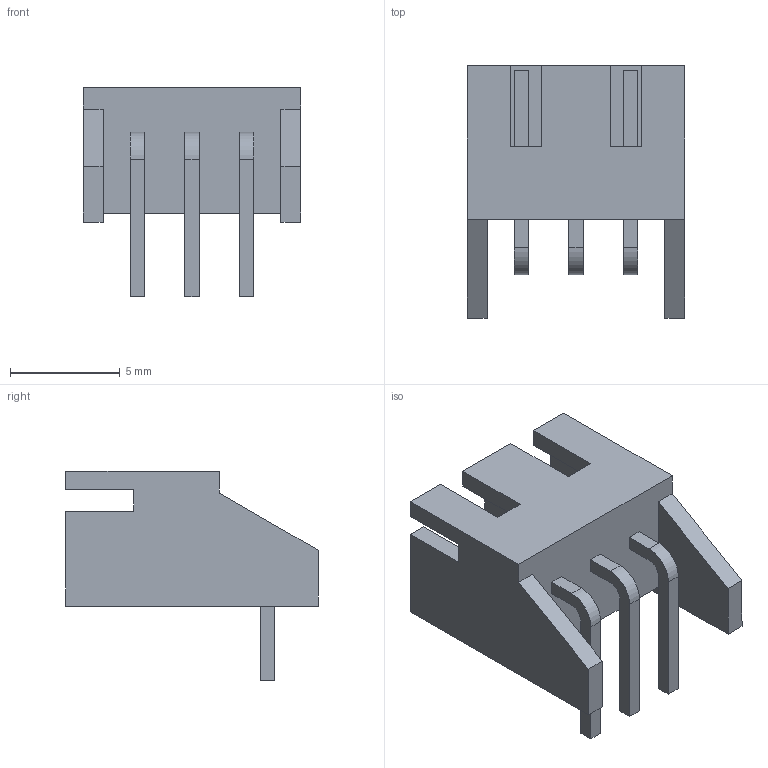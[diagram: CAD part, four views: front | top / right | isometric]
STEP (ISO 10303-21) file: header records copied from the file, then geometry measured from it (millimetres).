
FILE_DESCRIPTION((''),'2;1');
FILE_NAME('JST_S3B-XH-A(LF)(SN).stp','2014-08-13T17:20:05',(''),(''),'Mechanical Desktop 2011','Mechanical Desktop 2011',', , ');
FILE_SCHEMA(('AUTOMOTIVE_DESIGN { 1 2 10303 214 1 1 1 1 }'));
Length unit declared in the file: millimetre
Products named in the file (1): Product
Bounding box: 9.9 x 11.5 x 9.55 mm (x, y, z)
Volume: 279.1 mm3; surface area: 640.6 mm2
Topology: 7 solids, 7 shells, 80 faces, 198 edges, 132 vertices
Faces by surface type: plane 56, bspline 18, cylinder 6
Entity records: 2380 total; most frequent: CARTESIAN_POINT 465, ORIENTED_EDGE 396, DIRECTION 336, EDGE_CURVE 198, VECTOR 186, LINE 186, VERTEX_POINT 132, EDGE_LOOP 80
